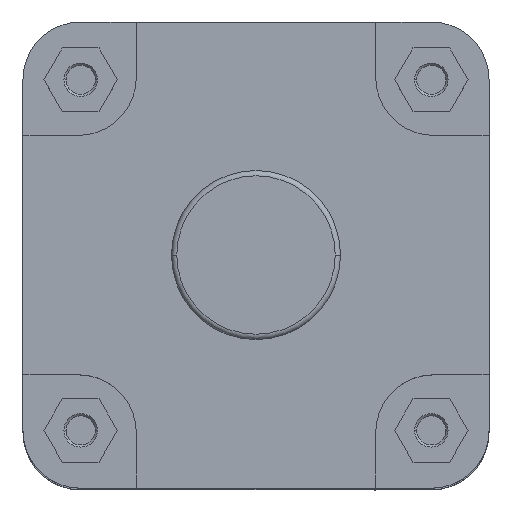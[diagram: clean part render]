
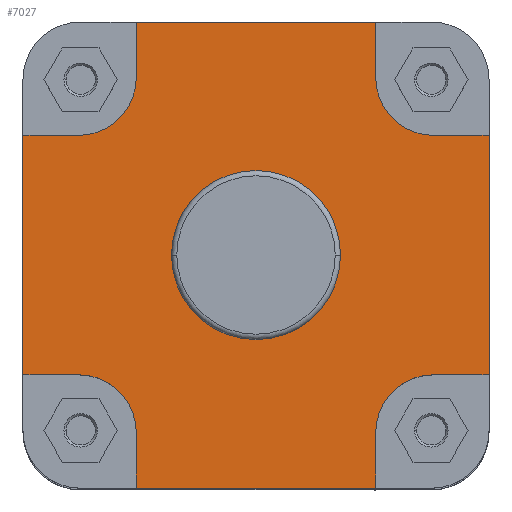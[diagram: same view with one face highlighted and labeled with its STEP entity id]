
A CAD part, top view. The second image highlights one B-rep face of the part: STEP entity #7027.
In plain terms, the highlighted planar face has unit normal (0, 0, 1).
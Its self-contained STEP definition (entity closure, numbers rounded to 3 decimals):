
#158 = EDGE_CURVE ( 'NONE', #666, #667, #3157, .T. ) ;
#213 = EDGE_CURVE ( 'NONE', #728, #727, #3250, .T. ) ;
#214 = EDGE_CURVE ( 'NONE', #667, #666, #3258, .T. ) ;
#215 = EDGE_CURVE ( 'NONE', #726, #725, #3255, .T. ) ;
#216 = EDGE_CURVE ( 'NONE', #724, #725, #3257, .T. ) ;
#217 = EDGE_CURVE ( 'NONE', #727, #726, #3262, .T. ) ;
#218 = EDGE_CURVE ( 'NONE', #728, #729, #3261, .T. ) ;
#219 = EDGE_CURVE ( 'NONE', #730, #729, #3263, .T. ) ;
#220 = EDGE_CURVE ( 'NONE', #731, #730, #3268, .T. ) ;
#221 = EDGE_CURVE ( 'NONE', #732, #731, #3267, .T. ) ;
#222 = EDGE_CURVE ( 'NONE', #733, #732, #3266, .T. ) ;
#223 = EDGE_CURVE ( 'NONE', #734, #733, #3265, .T. ) ;
#224 = EDGE_CURVE ( 'NONE', #735, #734, #3275, .T. ) ;
#225 = EDGE_CURVE ( 'NONE', #736, #735, #3274, .T. ) ;
#226 = EDGE_CURVE ( 'NONE', #737, #736, #3273, .T. ) ;
#227 = EDGE_CURVE ( 'NONE', #738, #737, #3272, .T. ) ;
#228 = EDGE_CURVE ( 'NONE', #739, #738, #3280, .T. ) ;
#229 = EDGE_CURVE ( 'NONE', #724, #739, #3279, .T. ) ;
#284 = ORIENTED_EDGE ( 'NONE', *, *, #158, .F. ) ;
#329 = ORIENTED_EDGE ( 'NONE', *, *, #225, .F. ) ;
#330 = ORIENTED_EDGE ( 'NONE', *, *, #215, .F. ) ;
#332 = ORIENTED_EDGE ( 'NONE', *, *, #217, .F. ) ;
#333 = ORIENTED_EDGE ( 'NONE', *, *, #213, .F. ) ;
#334 = ORIENTED_EDGE ( 'NONE', *, *, #218, .T. ) ;
#335 = ORIENTED_EDGE ( 'NONE', *, *, #219, .F. ) ;
#336 = ORIENTED_EDGE ( 'NONE', *, *, #214, .F. ) ;
#337 = ORIENTED_EDGE ( 'NONE', *, *, #216, .T. ) ;
#395 = ORIENTED_EDGE ( 'NONE', *, *, #222, .F. ) ;
#396 = ORIENTED_EDGE ( 'NONE', *, *, #221, .F. ) ;
#397 = ORIENTED_EDGE ( 'NONE', *, *, #220, .F. ) ;
#398 = ORIENTED_EDGE ( 'NONE', *, *, #226, .F. ) ;
#666 = VERTEX_POINT ( 'NONE', #3652 ) ;
#667 = VERTEX_POINT ( 'NONE', #3653 ) ;
#724 = VERTEX_POINT ( 'NONE', #3710 ) ;
#725 = VERTEX_POINT ( 'NONE', #3711 ) ;
#726 = VERTEX_POINT ( 'NONE', #3712 ) ;
#727 = VERTEX_POINT ( 'NONE', #3713 ) ;
#728 = VERTEX_POINT ( 'NONE', #3714 ) ;
#729 = VERTEX_POINT ( 'NONE', #3715 ) ;
#730 = VERTEX_POINT ( 'NONE', #3716 ) ;
#731 = VERTEX_POINT ( 'NONE', #3717 ) ;
#732 = VERTEX_POINT ( 'NONE', #3718 ) ;
#733 = VERTEX_POINT ( 'NONE', #3719 ) ;
#734 = VERTEX_POINT ( 'NONE', #3720 ) ;
#735 = VERTEX_POINT ( 'NONE', #3721 ) ;
#736 = VERTEX_POINT ( 'NONE', #3722 ) ;
#737 = VERTEX_POINT ( 'NONE', #3723 ) ;
#738 = VERTEX_POINT ( 'NONE', #3724 ) ;
#739 = VERTEX_POINT ( 'NONE', #3725 ) ;
#1223 = CARTESIAN_POINT ( 'NONE',  ( 0., 0., -65.368 ) ) ;
#1225 = DIRECTION ( 'NONE',  ( 0., 0., 1. ) ) ;
#1226 = DIRECTION ( 'NONE',  ( 1., 0., 0. ) ) ;
#1343 = CARTESIAN_POINT ( 'NONE',  ( -56.5, -83.75, -65.368 ) ) ;
#1345 = CARTESIAN_POINT ( 'NONE',  ( -110., -242.141, -65.368 ) ) ;
#1346 = DIRECTION ( 'NONE',  ( 0., 1., 0. ) ) ;
#1347 = CARTESIAN_POINT ( 'NONE',  ( 0., 0., -65.368 ) ) ;
#1348 = DIRECTION ( 'NONE',  ( 0., 0., 1. ) ) ;
#1349 = DIRECTION ( 'NONE',  ( 1., 0., 0. ) ) ;
#1350 = CARTESIAN_POINT ( 'NONE',  ( -110., -56.5, -65.368 ) ) ;
#1351 = DIRECTION ( 'NONE',  ( -1., 0., 0. ) ) ;
#1352 = CARTESIAN_POINT ( 'NONE',  ( 0., -110., -65.368 ) ) ;
#1353 = DIRECTION ( 'NONE',  ( 0., -1., 0. ) ) ;
#1354 = CARTESIAN_POINT ( 'NONE',  ( -83.75, -83.75, -65.368 ) ) ;
#1355 = DIRECTION ( 'NONE',  ( 0., 0., 1. ) ) ;
#1356 = DIRECTION ( 'NONE',  ( -1., 0., 0. ) ) ;
#1357 = DIRECTION ( 'NONE',  ( 1., 0., 0. ) ) ;
#1358 = CARTESIAN_POINT ( 'NONE',  ( 83.75, -56.5, -65.368 ) ) ;
#1359 = CARTESIAN_POINT ( 'NONE',  ( 56.5, -110., -65.368 ) ) ;
#1360 = DIRECTION ( 'NONE',  ( 0., -1., 0. ) ) ;
#1361 = CARTESIAN_POINT ( 'NONE',  ( 83.75, -83.75, -65.368 ) ) ;
#1362 = DIRECTION ( 'NONE',  ( 0., 0., 1. ) ) ;
#1363 = DIRECTION ( 'NONE',  ( -1., 0., 0. ) ) ;
#1364 = CARTESIAN_POINT ( 'NONE',  ( 110., -242.141, -65.368 ) ) ;
#1365 = DIRECTION ( 'NONE',  ( -1., 0., 0. ) ) ;
#1366 = CARTESIAN_POINT ( 'NONE',  ( 110., 56.5, -65.368 ) ) ;
#1367 = DIRECTION ( 'NONE',  ( 0., -1., 0. ) ) ;
#1368 = CARTESIAN_POINT ( 'NONE',  ( 56.5, 83.75, -65.368 ) ) ;
#1369 = DIRECTION ( 'NONE',  ( 1., 0., 0. ) ) ;
#1370 = CARTESIAN_POINT ( 'NONE',  ( 83.75, 83.75, -65.368 ) ) ;
#1371 = DIRECTION ( 'NONE',  ( 0., 0., 1. ) ) ;
#1372 = DIRECTION ( 'NONE',  ( -1., 0., 0. ) ) ;
#1373 = CARTESIAN_POINT ( 'NONE',  ( 0., 110., -65.368 ) ) ;
#1374 = DIRECTION ( 'NONE',  ( 0., -1., 0. ) ) ;
#1375 = CARTESIAN_POINT ( 'NONE',  ( -56.5, 110., -65.368 ) ) ;
#1376 = DIRECTION ( 'NONE',  ( 1., 0., 0. ) ) ;
#1377 = CARTESIAN_POINT ( 'NONE',  ( -83.75, 56.5, -65.368 ) ) ;
#1378 = DIRECTION ( 'NONE',  ( 0., 1., 0. ) ) ;
#1379 = CARTESIAN_POINT ( 'NONE',  ( -83.75, 83.75, -65.368 ) ) ;
#1380 = DIRECTION ( 'NONE',  ( 0., 0., 1. ) ) ;
#1381 = DIRECTION ( 'NONE',  ( -1., 0., 0. ) ) ;
#1383 = DIRECTION ( 'NONE',  ( 1., 0., 0. ) ) ;
#1804 = AXIS2_PLACEMENT_3D ( 'NONE', #1223, #1225, #1226 ) ;
#1809 = AXIS2_PLACEMENT_3D ( 'NONE', #1370, #1371, #1372 ) ;
#1815 = AXIS2_PLACEMENT_3D ( 'NONE', #1347, #1348, #1349 ) ;
#1817 = AXIS2_PLACEMENT_3D ( 'NONE', #1361, #1362, #1363 ) ;
#1818 = AXIS2_PLACEMENT_3D ( 'NONE', #1354, #1355, #1356 ) ;
#1819 = AXIS2_PLACEMENT_3D ( 'NONE', #1379, #1380, #1381 ) ;
#2125 = AXIS2_PLACEMENT_3D ( 'NONE', #5980, #5994, #5995 ) ;
#3157 = CIRCLE ( 'NONE', #1804, 39.9 ) ;
#3250 = LINE ( 'NONE', #1343, #3254 ) ;
#3253 = VECTOR ( 'NONE', #1351, 1000. ) ;
#3254 = VECTOR ( 'NONE', #1346, 1000. ) ;
#3255 = LINE ( 'NONE', #1350, #3253 ) ;
#3256 = VECTOR ( 'NONE', #1365, 1000. ) ;
#3257 = LINE ( 'NONE', #1345, #3259 ) ;
#3258 = CIRCLE ( 'NONE', #1815, 39.9 ) ;
#3259 = VECTOR ( 'NONE', #1353, 1000. ) ;
#3260 = VECTOR ( 'NONE', #1357, 1000. ) ;
#3261 = LINE ( 'NONE', #1352, #3260 ) ;
#3262 = CIRCLE ( 'NONE', #1818, 27.25 ) ;
#3263 = LINE ( 'NONE', #1359, #3264 ) ;
#3264 = VECTOR ( 'NONE', #1360, 1000. ) ;
#3265 = LINE ( 'NONE', #1366, #3270 ) ;
#3266 = LINE ( 'NONE', #1364, #3269 ) ;
#3267 = LINE ( 'NONE', #1358, #3256 ) ;
#3268 = CIRCLE ( 'NONE', #1817, 27.25 ) ;
#3269 = VECTOR ( 'NONE', #1367, 1000. ) ;
#3270 = VECTOR ( 'NONE', #1369, 1000. ) ;
#3271 = VECTOR ( 'NONE', #1374, 1000. ) ;
#3272 = LINE ( 'NONE', #1375, #3277 ) ;
#3273 = LINE ( 'NONE', #1373, #3276 ) ;
#3274 = LINE ( 'NONE', #1368, #3271 ) ;
#3275 = CIRCLE ( 'NONE', #1809, 27.25 ) ;
#3276 = VECTOR ( 'NONE', #1376, 1000. ) ;
#3277 = VECTOR ( 'NONE', #1378, 1000. ) ;
#3278 = VECTOR ( 'NONE', #1383, 1000. ) ;
#3279 = LINE ( 'NONE', #1377, #3278 ) ;
#3280 = CIRCLE ( 'NONE', #1819, 27.25 ) ;
#3652 = CARTESIAN_POINT ( 'NONE',  ( 39.9, 0., -65.368 ) ) ;
#3653 = CARTESIAN_POINT ( 'NONE',  ( -39.9, 0., -65.368 ) ) ;
#3710 = CARTESIAN_POINT ( 'NONE',  ( -110., 56.5, -65.368 ) ) ;
#3711 = CARTESIAN_POINT ( 'NONE',  ( -110., -56.5, -65.368 ) ) ;
#3712 = CARTESIAN_POINT ( 'NONE',  ( -83.75, -56.5, -65.368 ) ) ;
#3713 = CARTESIAN_POINT ( 'NONE',  ( -56.5, -83.75, -65.368 ) ) ;
#3714 = CARTESIAN_POINT ( 'NONE',  ( -56.5, -110., -65.368 ) ) ;
#3715 = CARTESIAN_POINT ( 'NONE',  ( 56.5, -110., -65.368 ) ) ;
#3716 = CARTESIAN_POINT ( 'NONE',  ( 56.5, -83.75, -65.368 ) ) ;
#3717 = CARTESIAN_POINT ( 'NONE',  ( 83.75, -56.5, -65.368 ) ) ;
#3718 = CARTESIAN_POINT ( 'NONE',  ( 110., -56.5, -65.368 ) ) ;
#3719 = CARTESIAN_POINT ( 'NONE',  ( 110., 56.5, -65.368 ) ) ;
#3720 = CARTESIAN_POINT ( 'NONE',  ( 83.75, 56.5, -65.368 ) ) ;
#3721 = CARTESIAN_POINT ( 'NONE',  ( 56.5, 83.75, -65.368 ) ) ;
#3722 = CARTESIAN_POINT ( 'NONE',  ( 56.5, 110., -65.368 ) ) ;
#3723 = CARTESIAN_POINT ( 'NONE',  ( -56.5, 110., -65.368 ) ) ;
#3724 = CARTESIAN_POINT ( 'NONE',  ( -56.5, 83.75, -65.368 ) ) ;
#3725 = CARTESIAN_POINT ( 'NONE',  ( -83.75, 56.5, -65.368 ) ) ;
#5389 = FACE_OUTER_BOUND ( 'NONE', #6684, .T. ) ;
#5390 = FACE_BOUND ( 'NONE', #6690, .T. ) ;
#5980 = CARTESIAN_POINT ( 'NONE',  ( 0., 39.9, -65.368 ) ) ;
#5993 = PLANE ( 'NONE',  #2125 ) ;
#5994 = DIRECTION ( 'NONE',  ( 0., 0., -1. ) ) ;
#5995 = DIRECTION ( 'NONE',  ( -1., 0., 0. ) ) ;
#6684 = EDGE_LOOP ( 'NONE', ( #337, #330, #332, #333, #334, #335, #397, #396, #395, #6816, #6783, #329, #398, #6753, #7161, #7124 ) ) ;
#6690 = EDGE_LOOP ( 'NONE', ( #284, #336 ) ) ;
#6753 = ORIENTED_EDGE ( 'NONE', *, *, #227, .F. ) ;
#6783 = ORIENTED_EDGE ( 'NONE', *, *, #224, .F. ) ;
#6816 = ORIENTED_EDGE ( 'NONE', *, *, #223, .F. ) ;
#7027 = ADVANCED_FACE ( 'NONE', ( #5390, #5389 ), #5993, .F. ) ;
#7124 = ORIENTED_EDGE ( 'NONE', *, *, #229, .F. ) ;
#7161 = ORIENTED_EDGE ( 'NONE', *, *, #228, .F. ) ;
